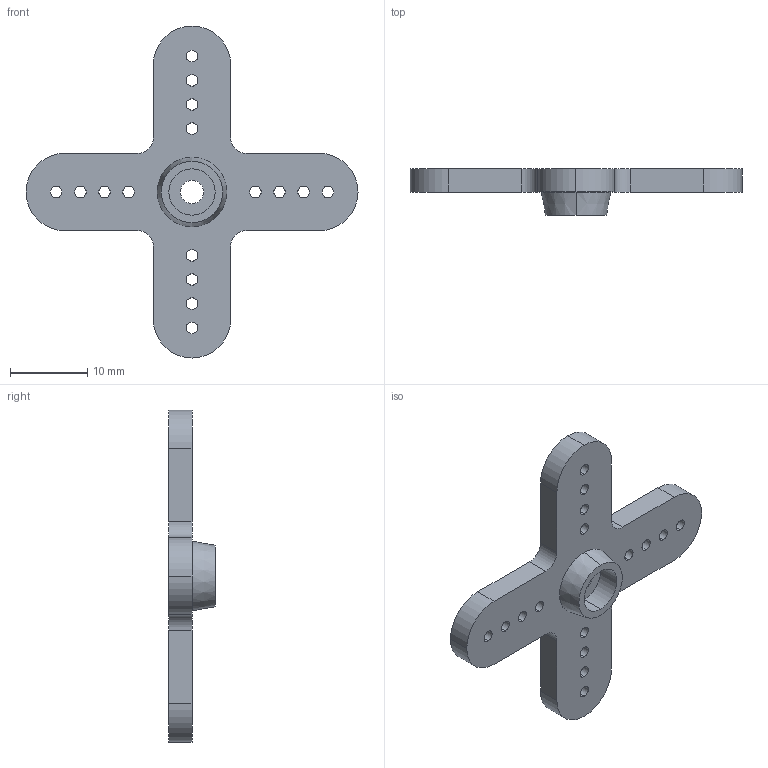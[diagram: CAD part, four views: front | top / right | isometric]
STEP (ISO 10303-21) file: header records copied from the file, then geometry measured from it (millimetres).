
FILE_DESCRIPTION (( 'STEP AP203' ), '1' );
FILE_NAME ('servo-horn-4-arms.step', '2015-02-17T13:13:15', ( 'Cesar' ), ( '' ), 'SwSTEP 2.0', 'SolidWorks 2013', '' );
FILE_SCHEMA (( 'CONFIG_CONTROL_DESIGN' ));
Length unit declared in the file: millimetre
Products named in the file (1): servo-horn-4-arms
Bounding box: 43 x 6 x 43 mm (x, y, z)
Volume: 2140 mm3; surface area: 2202.5 mm2
Topology: 1 solids, 1 shells, 62 faces, 174 edges, 116 vertices
Faces by surface type: cylinder 48, plane 12, cone 2
Entity records: 2203 total; most frequent: DIRECTION 400, CARTESIAN_POINT 353, ORIENTED_EDGE 348, EDGE_CURVE 174, AXIS2_PLACEMENT_3D 163, VERTEX_POINT 116, CIRCLE 100, EDGE_LOOP 98
